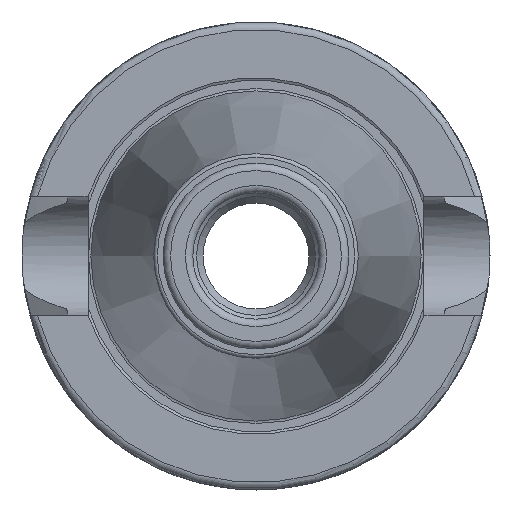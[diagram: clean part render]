
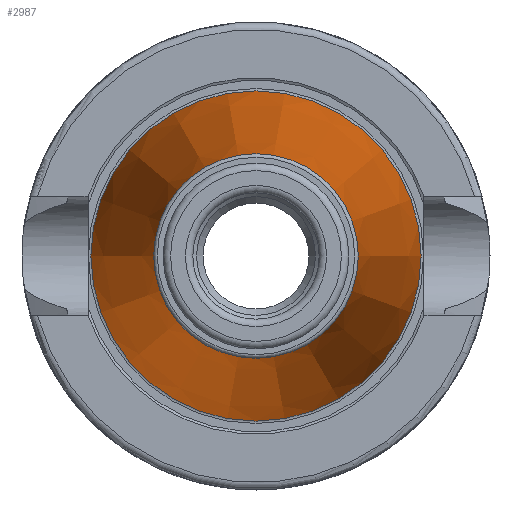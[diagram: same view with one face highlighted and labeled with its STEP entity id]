
A CAD part, left-side view. The second image highlights one B-rep face of the part: STEP entity #2987.
In plain terms, the highlighted conical face has half-angle 8.297 degrees and reference radius 17.998 mm.
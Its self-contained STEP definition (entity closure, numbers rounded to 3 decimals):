
#1555=CARTESIAN_POINT('',(0.,22.225,0.0));
#1556=VERTEX_POINT('',#1555);
#1557=CARTESIAN_POINT('',(0.,0.0,0.0));
#1558=DIRECTION('',(1.0,0.0,0.0));
#1559=DIRECTION('',(0.0,1.0,0.0));
#1560=AXIS2_PLACEMENT_3D('',#1557,#1558,#1559);
#1561=CIRCLE('',#1560,22.225);
#1562=EDGE_CURVE('',#1556,#1556,#1561,.T.);
#2961=CARTESIAN_POINT('',(-57.972,13.771,0.0));
#2962=VERTEX_POINT('',#2961);
#2963=CARTESIAN_POINT('',(-57.972,0.0,0.0));
#2964=DIRECTION('',(1.0,0.0,0.0));
#2965=DIRECTION('',(0.0,1.0,0.0));
#2966=AXIS2_PLACEMENT_3D('',#2963,#2964,#2965);
#2967=CIRCLE('',#2966,13.771);
#2968=EDGE_CURVE('',#2962,#2962,#2967,.T.);
#2976=CARTESIAN_POINT('',(-28.986,0.0,0.0));
#2977=DIRECTION('',(1.0,0.0,0.0));
#2978=DIRECTION('',(0.0,1.0,0.0));
#2979=AXIS2_PLACEMENT_3D('',#2976,#2977,#2978);
#2980=CONICAL_SURFACE('',#2979,17.998,8.297);
#2981=ORIENTED_EDGE('',*,*,#1562,.F.);
#2982=EDGE_LOOP('',(#2981));
#2983=FACE_OUTER_BOUND('',#2982,.T.);
#2984=ORIENTED_EDGE('',*,*,#2968,.T.);
#2985=EDGE_LOOP('',(#2984));
#2986=FACE_BOUND('',#2985,.T.);
#2987=ADVANCED_FACE('',(#2983,#2986),#2980,.T.);
